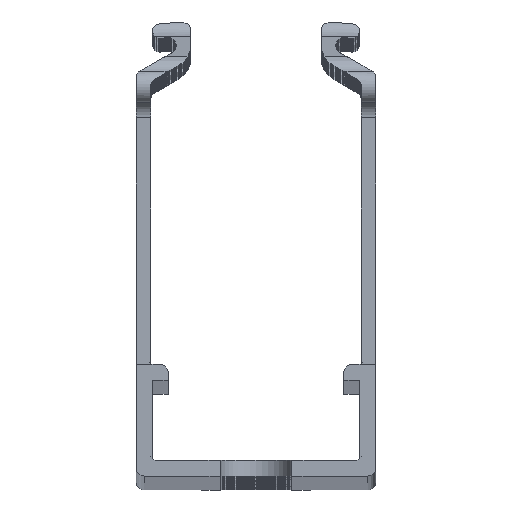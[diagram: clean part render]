
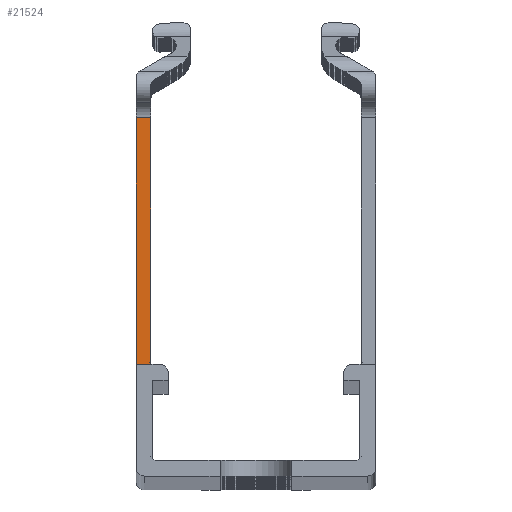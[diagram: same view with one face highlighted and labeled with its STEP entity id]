
A CAD part, top view. The second image highlights one B-rep face of the part: STEP entity #21524.
In plain terms, the highlighted planar face has unit normal (0, 0, 1).
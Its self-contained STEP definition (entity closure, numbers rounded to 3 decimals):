
#2893 = CARTESIAN_POINT ( 'NONE',  ( 0., 7., 497.5 ) ) ;
#4103 = VERTEX_POINT ( 'NONE', #51147 ) ;
#4676 = AXIS2_PLACEMENT_3D ( 'NONE', #56934, #20617, #63067 ) ;
#5579 = DIRECTION ( 'NONE',  ( -0.707, -0.707, 0. ) ) ;
#8851 = ORIENTED_EDGE ( 'NONE', *, *, #44221, .F. ) ;
#9742 = VERTEX_POINT ( 'NONE', #76567 ) ;
#10846 = CARTESIAN_POINT ( 'NONE',  ( -7.5, 7., 497.5 ) ) ;
#12754 = VECTOR ( 'NONE', #5579, 1000. ) ;
#13952 = VECTOR ( 'NONE', #42251, 1000. ) ;
#15850 = LINE ( 'NONE', #48344, #13952 ) ;
#16109 = VECTOR ( 'NONE', #33403, 1000. ) ;
#16654 = DIRECTION ( 'NONE',  ( 0., 1., 0. ) ) ;
#20617 = DIRECTION ( 'NONE',  ( 0., 0., 1. ) ) ;
#21524 = ADVANCED_FACE ( 'NONE', ( #41117 ), #26465, .T. ) ;
#23124 = EDGE_CURVE ( 'NONE', #9742, #4103, #56707, .T. ) ;
#23642 = DIRECTION ( 'NONE',  ( 0., 1., 0. ) ) ;
#26465 = PLANE ( 'NONE',  #4676 ) ;
#31297 = EDGE_LOOP ( 'NONE', ( #62714, #56112, #8851, #63243, #75973, #69734 ) ) ;
#31677 = VERTEX_POINT ( 'NONE', #36703 ) ;
#32209 = LINE ( 'NONE', #2893, #16109 ) ;
#33403 = DIRECTION ( 'NONE',  ( -1., 0., 0. ) ) ;
#36703 = CARTESIAN_POINT ( 'NONE',  ( -6.7, 7.1, 497.5 ) ) ;
#38027 = LINE ( 'NONE', #58769, #57985 ) ;
#39061 = DIRECTION ( 'NONE',  ( -1., 0., 0. ) ) ;
#39415 = CARTESIAN_POINT ( 'NONE',  ( -7.5, 22.464, 497.5 ) ) ;
#41117 = FACE_OUTER_BOUND ( 'NONE', #31297, .T. ) ;
#42251 = DIRECTION ( 'NONE',  ( 0.707, -0.707, 0. ) ) ;
#44221 = EDGE_CURVE ( 'NONE', #45259, #68111, #38027, .T. ) ;
#44922 = CARTESIAN_POINT ( 'NONE',  ( 0., 22.464, 497.5 ) ) ;
#45259 = VERTEX_POINT ( 'NONE', #10846 ) ;
#47443 = EDGE_CURVE ( 'NONE', #9742, #31677, #61156, .T. ) ;
#48344 = CARTESIAN_POINT ( 'NONE',  ( -6.7, 7.1, 497.5 ) ) ;
#51147 = CARTESIAN_POINT ( 'NONE',  ( -6.6, 22.464, 497.5 ) ) ;
#54139 = CARTESIAN_POINT ( 'NONE',  ( -6.6, 7.2, 497.5 ) ) ;
#56112 = ORIENTED_EDGE ( 'NONE', *, *, #75361, .T. ) ;
#56707 = LINE ( 'NONE', #59966, #58608 ) ;
#56934 = CARTESIAN_POINT ( 'NONE',  ( 0., 7., 497.5 ) ) ;
#57521 = VERTEX_POINT ( 'NONE', #76127 ) ;
#57985 = VECTOR ( 'NONE', #16654, 1000. ) ;
#58608 = VECTOR ( 'NONE', #23642, 1000. ) ;
#58769 = CARTESIAN_POINT ( 'NONE',  ( -7.5, 7., 497.5 ) ) ;
#59966 = CARTESIAN_POINT ( 'NONE',  ( -6.6, 24.566, 497.5 ) ) ;
#60042 = EDGE_CURVE ( 'NONE', #31677, #57521, #15850, .T. ) ;
#61156 = LINE ( 'NONE', #54139, #12754 ) ;
#61199 = VECTOR ( 'NONE', #39061, 1000. ) ;
#62714 = ORIENTED_EDGE ( 'NONE', *, *, #23124, .T. ) ;
#63067 = DIRECTION ( 'NONE',  ( 0., -1., 0. ) ) ;
#63090 = LINE ( 'NONE', #44922, #61199 ) ;
#63243 = ORIENTED_EDGE ( 'NONE', *, *, #72568, .F. ) ;
#68111 = VERTEX_POINT ( 'NONE', #39415 ) ;
#69734 = ORIENTED_EDGE ( 'NONE', *, *, #47443, .F. ) ;
#72568 = EDGE_CURVE ( 'NONE', #57521, #45259, #32209, .T. ) ;
#75361 = EDGE_CURVE ( 'NONE', #4103, #68111, #63090, .T. ) ;
#75973 = ORIENTED_EDGE ( 'NONE', *, *, #60042, .F. ) ;
#76127 = CARTESIAN_POINT ( 'NONE',  ( -6.6, 7., 497.5 ) ) ;
#76567 = CARTESIAN_POINT ( 'NONE',  ( -6.6, 7.2, 497.5 ) ) ;
